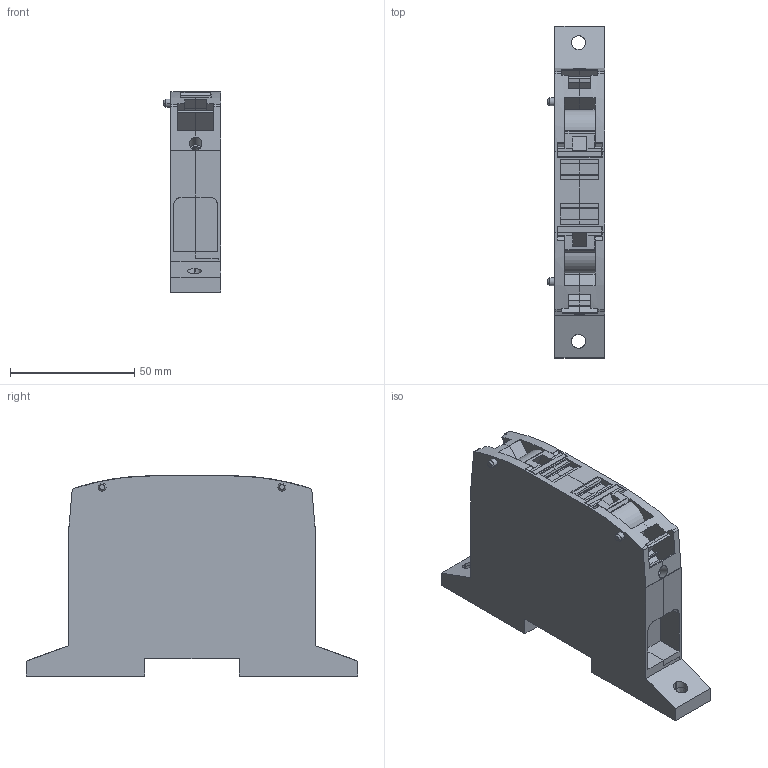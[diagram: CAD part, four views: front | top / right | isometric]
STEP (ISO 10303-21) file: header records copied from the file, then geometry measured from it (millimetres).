
FILE_DESCRIPTION(('CATIA V5 STEP Exchange','CAx-IF Rec.Pracs.--- Model Styling and Organization---1.4--- 2014-01-23'),'2;1');
FILE_NAME ('1103925-1_1', '2019-09-05T06:56:21+00:00', ('none'), ('Weidmueller'), 'CATIA Version 5-6 Release 2016 SP3 HF44', 'CATIA V5 STEP AP214', 'none');
FILE_SCHEMA(('AUTOMOTIVE_DESIGN { 1 0 10303 214 1 1 1 1 }'));
Length unit declared in the file: millimetre
Products named in the file (1): 2663340000_A2C_50-70_BL-DM
Bounding box: 23 x 133.44 x 80.45 mm (x, y, z)
Volume: 143027.1 mm3; surface area: 46986.2 mm2
Topology: 6 solids, 6 shells, 424 faces, 1293 edges, 889 vertices
Faces by surface type: plane 308, cylinder 90, extrusion 14, cone 12
Entity records: 14561 total; most frequent: CARTESIAN_POINT 3204, ORIENTED_EDGE 2586, DIRECTION 1955, EDGE_CURVE 1293, VECTOR 983, LINE 969, VERTEX_POINT 889, AXIS2_PLACEMENT_3D 613
